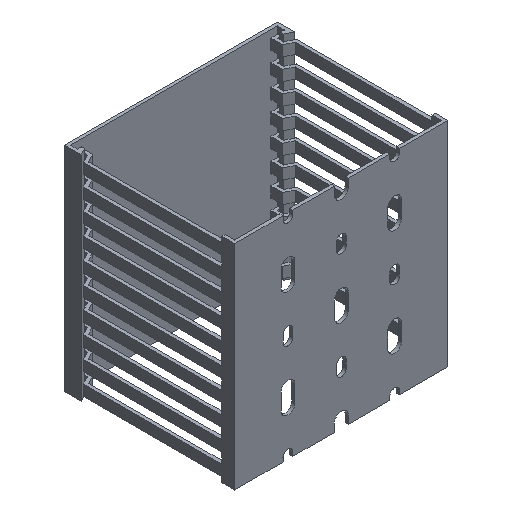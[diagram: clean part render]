
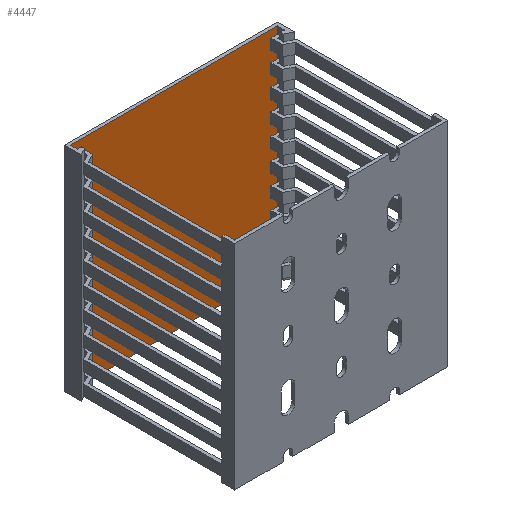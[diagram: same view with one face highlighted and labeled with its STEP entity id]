
A CAD part, isometric view. The second image highlights one B-rep face of the part: STEP entity #4447.
In plain terms, the highlighted planar face has unit normal (0, -1, 0).
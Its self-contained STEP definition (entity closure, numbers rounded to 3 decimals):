
#92 = VERTEX_POINT ( 'NONE', #7774 ) ;
#146 = LINE ( 'NONE', #6630, #3274 ) ;
#985 = CARTESIAN_POINT ( 'NONE',  ( 48.5, 78.5, -100. ) ) ;
#1089 = LINE ( 'NONE', #6941, #2910 ) ;
#1607 = CARTESIAN_POINT ( 'NONE',  ( -48.5, 78.5, -100. ) ) ;
#1904 = DIRECTION ( 'NONE',  ( 0., 0., -1. ) ) ;
#2547 = DIRECTION ( 'NONE',  ( 1., 0., 0. ) ) ;
#2910 = VECTOR ( 'NONE', #6220, 1000. ) ;
#2947 = ORIENTED_EDGE ( 'NONE', *, *, #3520, .T. ) ;
#3054 = DIRECTION ( 'NONE',  ( 1., 0., 0. ) ) ;
#3274 = VECTOR ( 'NONE', #3054, 1000. ) ;
#3520 = EDGE_CURVE ( 'NONE', #4027, #8985, #1089, .T. ) ;
#3868 = CARTESIAN_POINT ( 'NONE',  ( 48.5, 78.5, 0. ) ) ;
#4000 = PLANE ( 'NONE',  #5381 ) ;
#4027 = VERTEX_POINT ( 'NONE', #985 ) ;
#4099 = EDGE_LOOP ( 'NONE', ( #8802, #4971, #5297, #2947 ) ) ;
#4447 = ADVANCED_FACE ( 'NONE', ( #5517 ), #4000, .T. ) ;
#4523 = EDGE_CURVE ( 'NONE', #7975, #92, #5405, .T. ) ;
#4971 = ORIENTED_EDGE ( 'NONE', *, *, #4523, .F. ) ;
#5297 = ORIENTED_EDGE ( 'NONE', *, *, #8146, .T. ) ;
#5381 = AXIS2_PLACEMENT_3D ( 'NONE', #8429, #8163, #1904 ) ;
#5405 = LINE ( 'NONE', #1607, #5530 ) ;
#5489 = LINE ( 'NONE', #8402, #7392 ) ;
#5517 = FACE_OUTER_BOUND ( 'NONE', #4099, .T. ) ;
#5530 = VECTOR ( 'NONE', #8317, 1000. ) ;
#5613 = CARTESIAN_POINT ( 'NONE',  ( -48.5, 78.5, -100. ) ) ;
#6220 = DIRECTION ( 'NONE',  ( 0., 0., 1. ) ) ;
#6630 = CARTESIAN_POINT ( 'NONE',  ( -48.5, 78.5, -100. ) ) ;
#6941 = CARTESIAN_POINT ( 'NONE',  ( 48.5, 78.5, -100. ) ) ;
#7392 = VECTOR ( 'NONE', #2547, 1000. ) ;
#7566 = EDGE_CURVE ( 'NONE', #92, #8985, #5489, .T. ) ;
#7774 = CARTESIAN_POINT ( 'NONE',  ( -48.5, 78.5, 0. ) ) ;
#7975 = VERTEX_POINT ( 'NONE', #5613 ) ;
#8146 = EDGE_CURVE ( 'NONE', #7975, #4027, #146, .T. ) ;
#8163 = DIRECTION ( 'NONE',  ( 0., -1., 0. ) ) ;
#8317 = DIRECTION ( 'NONE',  ( 0., 0., 1. ) ) ;
#8402 = CARTESIAN_POINT ( 'NONE',  ( -48.5, 78.5, 0. ) ) ;
#8429 = CARTESIAN_POINT ( 'NONE',  ( -48.5, 78.5, -100. ) ) ;
#8802 = ORIENTED_EDGE ( 'NONE', *, *, #7566, .F. ) ;
#8985 = VERTEX_POINT ( 'NONE', #3868 ) ;
